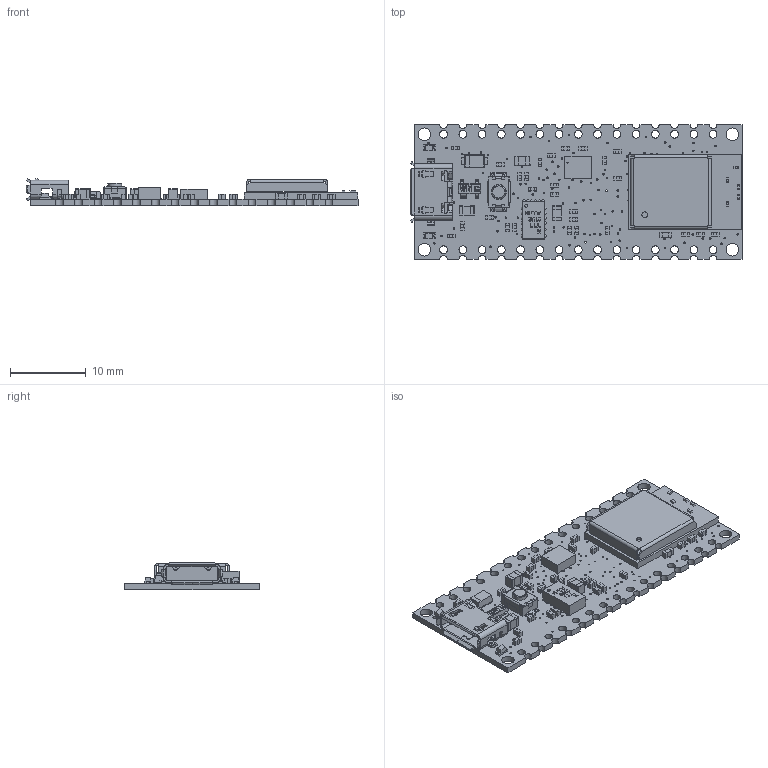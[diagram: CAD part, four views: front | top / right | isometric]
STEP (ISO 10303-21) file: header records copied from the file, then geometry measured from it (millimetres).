
FILE_DESCRIPTION(/* description */ (''),/* implementation_level */ '2;1');
FILE_NAME(/* name */ 'Nano33BLE v7.step',/* time_stamp */ '2021-01-14T15:49:37+10:00',/* author */ (''),/* organization */ (''),/* preprocessor_version */ 'ST-DEVELOPER v18.1',/* originating_system */ 'Autodesk Translation Framework v9.7.0.1280',/* authorisation */ '');
FILE_SCHEMA (('AUTOMOTIVE_DESIGN { 1 0 10303 214 3 1 1 }'));
Products named in the file (20): Nano33BLE; NANO33BLE_V2.0 v1; Board (1); 3DComponents; LSM9DS1TR_LGA-24_3X3P5X1_STM v1; zx62-ab-5pa_31_ v1; 6850961; ZX62-AB-5PA (1); IoT_MPM3610 Step-Down Module v1; IoT_Reser Button v1; User Library-arduino_nano_reset core; User Library-arduino_nano_reset shell; RC0402FR-071KL; RC0402FR-071KL RC0402N_YAG v1; IoT_HSMG-C190 LED v1; BLM18EG101TN1D v1; PMEG6020AELRX v1; C0805C472KDRACTU v1; IoT_PRTR5V0U2X Protection Diode v1; NINA-B306-00B-00--3DModel-STEP-56544 v1
Assembly tree (48 placements, depth 6):
  Nano33BLE
    NANO33BLE_V2.0 v1
      Board (1)
      3DComponents
        LSM9DS1TR_LGA-24_3X3P5X1_STM v1
        zx62-ab-5pa_31_ v1
          6850961
            ZX62-AB-5PA (1)
        IoT_HSMG-C190 LED v1  x2
        IoT_MPM3610 Step-Down Module v1
        IoT_Reser Button v1
          User Library-arduino_nano_reset core
          User Library-arduino_nano_reset shell
        RC0402FR-071KL
          RC0402FR-071KL RC0402N_YAG v1  x27
        BLM18EG101TN1D v1
        C0805C472KDRACTU v1  x3
        PMEG6020AELRX v1
        IoT_PRTR5V0U2X Protection Diode v1
        NINA-B306-00B-00--3DModel-STEP-56544 v1
Bounding box: 43.8 x 17.78 x 3.58 mm (x, y, z)
Volume: 874.6 mm3; surface area: 3173.5 mm2
Topology: 219 solids, 219 shells, 3111 faces, 7511 edges, 4857 vertices
Faces by surface type: plane 2468, cylinder 546, sphere 50, bspline 41, cone 4, torus 2
Full cylindrical faces by diameter (mm): 0.1 x2, 0.15 x1, 0.19 x65, 0.2 x86, 0.4 x3, 0.75 x1, 1.016 x30, 1.651 x4, 1.8 x1, 2 x1
Entity records: 78374 total; most frequent: CARTESIAN_POINT 15193, ORIENTED_EDGE 12548, DIRECTION 12375, EDGE_CURVE 6274, LINE 5111, VECTOR 5111, VERTEX_POINT 4095, AXIS2_PLACEMENT_3D 3632
